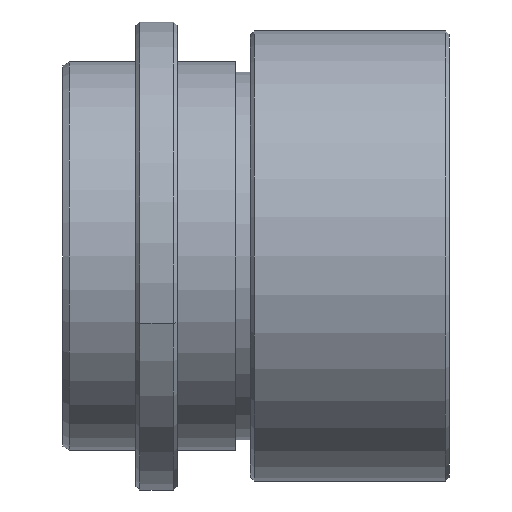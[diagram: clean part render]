
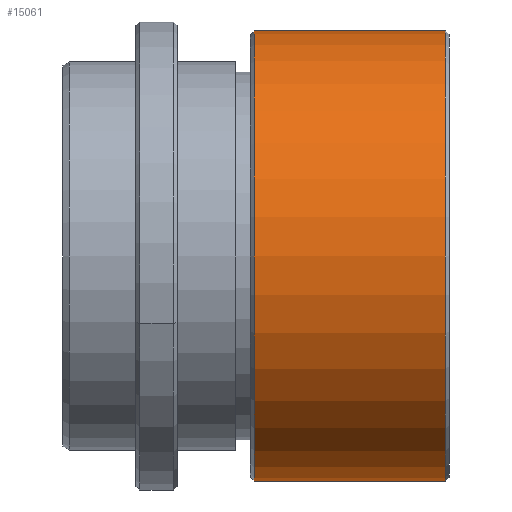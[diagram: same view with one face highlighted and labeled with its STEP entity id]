
A CAD part, front view. The second image highlights one B-rep face of the part: STEP entity #15061.
In plain terms, the highlighted cylindrical face has radius 15.24 mm (diameter 30.48 mm), a partial arc.
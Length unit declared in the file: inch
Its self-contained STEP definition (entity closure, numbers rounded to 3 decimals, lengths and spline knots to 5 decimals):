
#1212 = VECTOR ( 'NONE', #16345, 39.37008 ) ;
#2283 = VECTOR ( 'NONE', #9648, 39.37008 ) ;
#3039 = DIRECTION ( 'NONE',  ( 0., 0., -1. ) ) ;
#3451 = CARTESIAN_POINT ( 'NONE',  ( 0.51, 0.6, 1.2 ) ) ;
#4361 = DIRECTION ( 'NONE',  ( 1., 0., 0. ) ) ;
#4863 = LINE ( 'NONE', #12131, #1212 ) ;
#5092 = DIRECTION ( 'NONE',  ( 1., 0., 0. ) ) ;
#5293 = VERTEX_POINT ( 'NONE', #8006 ) ;
#5353 = EDGE_CURVE ( 'NONE', #5293, #7833, #9243, .T. ) ;
#5450 = CIRCLE ( 'NONE', #15419, 0.6 ) ;
#5501 = CARTESIAN_POINT ( 'NONE',  ( 1.02, 0.6, 0. ) ) ;
#5984 = CARTESIAN_POINT ( 'NONE',  ( 1.02, 0.6, 0.6 ) ) ;
#6775 = CARTESIAN_POINT ( 'NONE',  ( 1.03, 0.6, 0. ) ) ;
#7391 = DIRECTION ( 'NONE',  ( 0., 0., -1. ) ) ;
#7833 = VERTEX_POINT ( 'NONE', #5501 ) ;
#8006 = CARTESIAN_POINT ( 'NONE',  ( 0.51, 0.6, 0. ) ) ;
#9243 = LINE ( 'NONE', #6775, #2283 ) ;
#9451 = FACE_OUTER_BOUND ( 'NONE', #11426, .T. ) ;
#9648 = DIRECTION ( 'NONE',  ( 1., 0., 0. ) ) ;
#10170 = AXIS2_PLACEMENT_3D ( 'NONE', #15320, #4361, #3039 ) ;
#10348 = CIRCLE ( 'NONE', #15442, 0.6 ) ;
#11060 = ORIENTED_EDGE ( 'NONE', *, *, #5353, .T. ) ;
#11369 = CYLINDRICAL_SURFACE ( 'NONE', #10170, 0.6 ) ;
#11426 = EDGE_LOOP ( 'NONE', ( #11880, #15046, #11060, #13229 ) ) ;
#11880 = ORIENTED_EDGE ( 'NONE', *, *, #14288, .F. ) ;
#12068 = EDGE_CURVE ( 'NONE', #13264, #5293, #5450, .T. ) ;
#12131 = CARTESIAN_POINT ( 'NONE',  ( 1.03, 0.6, 1.2 ) ) ;
#13229 = ORIENTED_EDGE ( 'NONE', *, *, #13684, .T. ) ;
#13264 = VERTEX_POINT ( 'NONE', #3451 ) ;
#13493 = CARTESIAN_POINT ( 'NONE',  ( 0.51, 0.6, 0.6 ) ) ;
#13684 = EDGE_CURVE ( 'NONE', #7833, #16732, #10348, .T. ) ;
#13867 = CARTESIAN_POINT ( 'NONE',  ( 1.02, 0.6, 1.2 ) ) ;
#14288 = EDGE_CURVE ( 'NONE', #13264, #16732, #4863, .T. ) ;
#14914 = DIRECTION ( 'NONE',  ( 0., 0., 1. ) ) ;
#15046 = ORIENTED_EDGE ( 'NONE', *, *, #12068, .T. ) ;
#15061 = ADVANCED_FACE ( 'NONE', ( #9451 ), #11369, .T. ) ;
#15320 = CARTESIAN_POINT ( 'NONE',  ( 1.03, 0.6, 0.6 ) ) ;
#15419 = AXIS2_PLACEMENT_3D ( 'NONE', #13493, #5092, #14914 ) ;
#15442 = AXIS2_PLACEMENT_3D ( 'NONE', #5984, #15743, #7391 ) ;
#15743 = DIRECTION ( 'NONE',  ( -1., 0., 0. ) ) ;
#16345 = DIRECTION ( 'NONE',  ( 1., 0., 0. ) ) ;
#16732 = VERTEX_POINT ( 'NONE', #13867 ) ;
